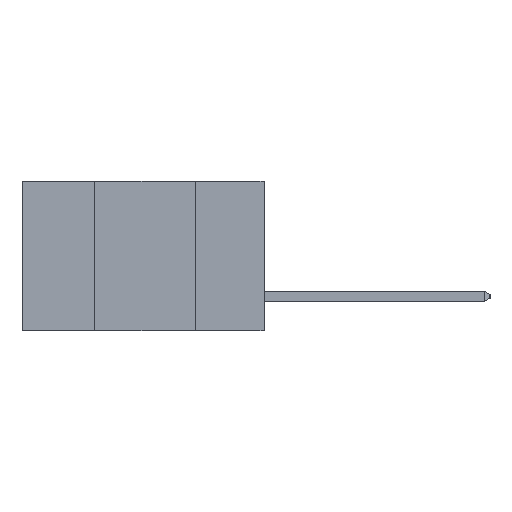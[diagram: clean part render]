
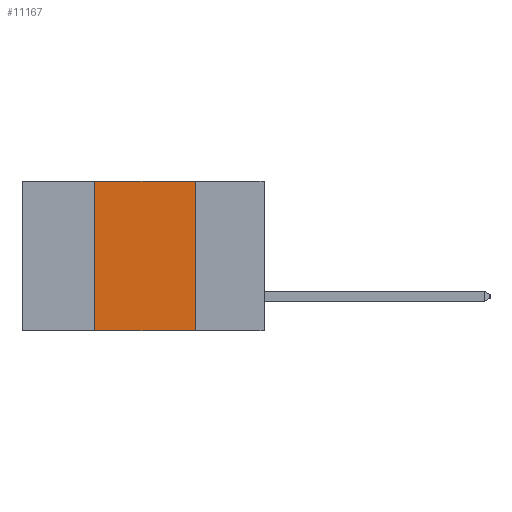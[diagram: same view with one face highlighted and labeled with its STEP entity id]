
A CAD part, left-side view. The second image highlights one B-rep face of the part: STEP entity #11167.
In plain terms, the highlighted planar face has unit normal (-1, 0, 0).
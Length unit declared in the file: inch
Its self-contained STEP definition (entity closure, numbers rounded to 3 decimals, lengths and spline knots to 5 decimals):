
#375 = VERTEX_POINT ( 'NONE', #4638 ) ;
#594 = VERTEX_POINT ( 'NONE', #3513 ) ;
#1947 = VERTEX_POINT ( 'NONE', #16968 ) ;
#2172 = LINE ( 'NONE', #12276, #13083 ) ;
#2329 = LINE ( 'NONE', #6410, #17216 ) ;
#3513 = CARTESIAN_POINT ( 'NONE',  ( 0., 0.42, -0.37 ) ) ;
#4609 = EDGE_CURVE ( 'NONE', #594, #5961, #2172, .T. ) ;
#4638 = CARTESIAN_POINT ( 'NONE',  ( 0., 0.17, 0. ) ) ;
#4642 = FACE_OUTER_BOUND ( 'NONE', #15266, .T. ) ;
#5961 = VERTEX_POINT ( 'NONE', #16643 ) ;
#6083 = LINE ( 'NONE', #12693, #16824 ) ;
#6410 = CARTESIAN_POINT ( 'NONE',  ( 0., 0.17, -0.37 ) ) ;
#6471 = EDGE_CURVE ( 'NONE', #594, #1947, #6083, .T. ) ;
#6695 = DIRECTION ( 'NONE',  ( 0., 0., -1. ) ) ;
#7308 = ORIENTED_EDGE ( 'NONE', *, *, #12204, .F. ) ;
#8200 = CARTESIAN_POINT ( 'NONE',  ( 0., 0.6, 0. ) ) ;
#8514 = VECTOR ( 'NONE', #8549, 39.37008 ) ;
#8549 = DIRECTION ( 'NONE',  ( 0., -1., 0. ) ) ;
#8948 = LINE ( 'NONE', #8200, #8514 ) ;
#9246 = ORIENTED_EDGE ( 'NONE', *, *, #4609, .T. ) ;
#9496 = ORIENTED_EDGE ( 'NONE', *, *, #6471, .F. ) ;
#9605 = AXIS2_PLACEMENT_3D ( 'NONE', #14838, #14778, #14775 ) ;
#11167 = ADVANCED_FACE ( 'NONE', ( #4642 ), #14843, .F. ) ;
#11987 = DIRECTION ( 'NONE',  ( 0., -1., 0. ) ) ;
#12204 = EDGE_CURVE ( 'NONE', #375, #5961, #2329, .T. ) ;
#12276 = CARTESIAN_POINT ( 'NONE',  ( 0., 0.6, -0.37 ) ) ;
#12693 = CARTESIAN_POINT ( 'NONE',  ( 0., 0.42, -0.37 ) ) ;
#12712 = DIRECTION ( 'NONE',  ( 0., 0., 1. ) ) ;
#13083 = VECTOR ( 'NONE', #11987, 39.37008 ) ;
#13155 = EDGE_CURVE ( 'NONE', #1947, #375, #8948, .T. ) ;
#14775 = DIRECTION ( 'NONE',  ( 0., 0., -1. ) ) ;
#14778 = DIRECTION ( 'NONE',  ( 1., 0., 0. ) ) ;
#14838 = CARTESIAN_POINT ( 'NONE',  ( 0., 0.6, 0. ) ) ;
#14843 = PLANE ( 'NONE',  #9605 ) ;
#14944 = ORIENTED_EDGE ( 'NONE', *, *, #13155, .F. ) ;
#15266 = EDGE_LOOP ( 'NONE', ( #7308, #14944, #9496, #9246 ) ) ;
#16643 = CARTESIAN_POINT ( 'NONE',  ( 0., 0.17, -0.37 ) ) ;
#16824 = VECTOR ( 'NONE', #12712, 39.37008 ) ;
#16968 = CARTESIAN_POINT ( 'NONE',  ( 0., 0.42, 0. ) ) ;
#17216 = VECTOR ( 'NONE', #6695, 39.37008 ) ;
